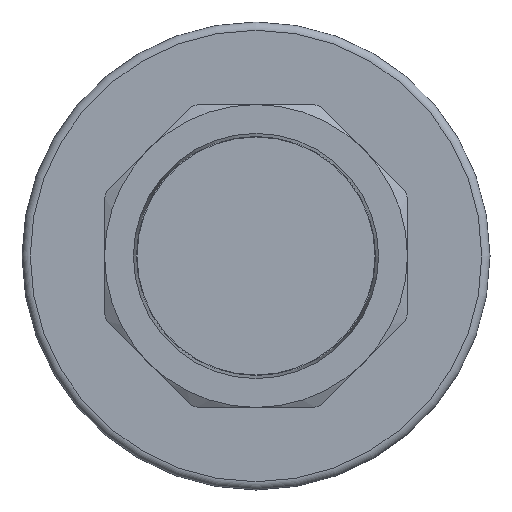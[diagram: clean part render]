
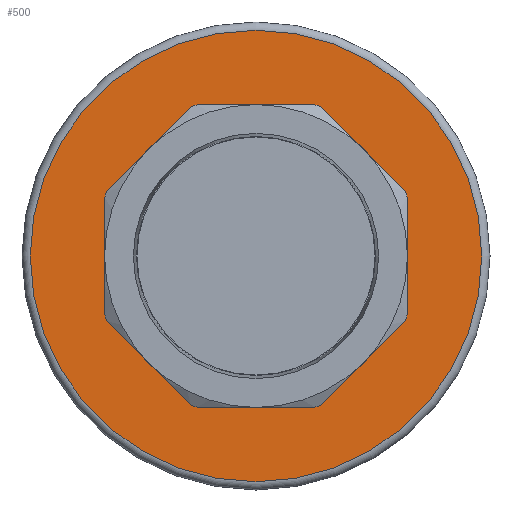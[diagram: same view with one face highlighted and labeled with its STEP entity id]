
A CAD part, left-side view. The second image highlights one B-rep face of the part: STEP entity #500.
In plain terms, the highlighted planar face has unit normal (-1, 0, 0).
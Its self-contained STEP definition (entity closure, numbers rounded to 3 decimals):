
#311=CARTESIAN_POINT('',(-5.5,0.,41.0));
#312=VERTEX_POINT('',#311);
#313=CARTESIAN_POINT('',(-5.5,0.0,0.));
#314=DIRECTION('',(1.0,0.0,0.0));
#315=DIRECTION('',(0.0,0.0,-1.0));
#316=AXIS2_PLACEMENT_3D('',#313,#314,#315);
#317=CIRCLE('',#316,41.0);
#318=EDGE_CURVE('',#312,#312,#317,.T.);
#354=CARTESIAN_POINT('',(-5.5,0.0,0.));
#355=DIRECTION('',(1.0,0.0,0.0));
#356=DIRECTION('',(0.0,0.0,-1.0));
#357=AXIS2_PLACEMENT_3D('',#354,#355,#356);
#358=PLANE('',#357);
#359=ORIENTED_EDGE('',*,*,#318,.F.);
#360=EDGE_LOOP('',(#359));
#361=FACE_OUTER_BOUND('',#360,.T.);
#362=CARTESIAN_POINT('',(-5.5,-10.677,27.5));
#363=VERTEX_POINT('',#362);
#364=CARTESIAN_POINT('',(-5.5,-11.896,26.995));
#365=VERTEX_POINT('',#364);
#366=CARTESIAN_POINT('',(-5.5,0.0,0.));
#367=DIRECTION('',(1.0,0.,0.));
#368=DIRECTION('',(0.,0.403,-0.915));
#369=AXIS2_PLACEMENT_3D('',#366,#367,#368);
#370=CIRCLE('',#369,29.5);
#371=EDGE_CURVE('',#363,#365,#370,.T.);
#372=ORIENTED_EDGE('',*,*,#371,.T.);
#373=CARTESIAN_POINT('',(-5.5,-26.995,11.896));
#374=VERTEX_POINT('',#373);
#375=CARTESIAN_POINT('',(-5.5,-11.896,26.995));
#376=DIRECTION('',(0.,-0.707,-0.707));
#377=VECTOR('',#376,21.354);
#378=LINE('',#375,#377);
#379=EDGE_CURVE('',#365,#374,#378,.T.);
#380=ORIENTED_EDGE('',*,*,#379,.T.);
#381=CARTESIAN_POINT('',(-5.5,-27.5,10.677));
#382=VERTEX_POINT('',#381);
#383=CARTESIAN_POINT('',(-5.5,0.0,0.));
#384=DIRECTION('',(1.,0.,0.));
#385=DIRECTION('',(0.,0.932,-0.362));
#386=AXIS2_PLACEMENT_3D('',#383,#384,#385);
#387=CIRCLE('',#386,29.5);
#388=EDGE_CURVE('',#374,#382,#387,.T.);
#389=ORIENTED_EDGE('',*,*,#388,.T.);
#390=CARTESIAN_POINT('',(-5.5,-27.5,-10.677));
#391=VERTEX_POINT('',#390);
#392=CARTESIAN_POINT('',(-5.5,-27.5,10.677));
#393=DIRECTION('',(0.0,0.0,-1.0));
#394=VECTOR('',#393,21.354);
#395=LINE('',#392,#394);
#396=EDGE_CURVE('',#382,#391,#395,.T.);
#397=ORIENTED_EDGE('',*,*,#396,.T.);
#398=CARTESIAN_POINT('',(-5.5,-26.995,-11.896));
#399=VERTEX_POINT('',#398);
#400=CARTESIAN_POINT('',(-5.5,0.0,0.));
#401=DIRECTION('',(1.0,0.,0.));
#402=DIRECTION('',(0.,0.915,0.403));
#403=AXIS2_PLACEMENT_3D('',#400,#401,#402);
#404=CIRCLE('',#403,29.5);
#405=EDGE_CURVE('',#391,#399,#404,.T.);
#406=ORIENTED_EDGE('',*,*,#405,.T.);
#407=CARTESIAN_POINT('',(-5.5,-11.896,-26.995));
#408=VERTEX_POINT('',#407);
#409=CARTESIAN_POINT('',(-5.5,-26.995,-11.896));
#410=DIRECTION('',(0.,0.707,-0.707));
#411=VECTOR('',#410,21.354);
#412=LINE('',#409,#411);
#413=EDGE_CURVE('',#399,#408,#412,.T.);
#414=ORIENTED_EDGE('',*,*,#413,.T.);
#415=CARTESIAN_POINT('',(-5.5,-10.677,-27.5));
#416=VERTEX_POINT('',#415);
#417=CARTESIAN_POINT('',(-5.5,0.0,0.));
#418=DIRECTION('',(1.0,0.,0.));
#419=DIRECTION('',(0.,0.362,0.932));
#420=AXIS2_PLACEMENT_3D('',#417,#418,#419);
#421=CIRCLE('',#420,29.5);
#422=EDGE_CURVE('',#408,#416,#421,.T.);
#423=ORIENTED_EDGE('',*,*,#422,.T.);
#424=CARTESIAN_POINT('',(-5.5,10.677,-27.5));
#425=VERTEX_POINT('',#424);
#426=CARTESIAN_POINT('',(-5.5,-10.677,-27.5));
#427=DIRECTION('',(0.0,1.0,0.0));
#428=VECTOR('',#427,21.354);
#429=LINE('',#426,#428);
#430=EDGE_CURVE('',#416,#425,#429,.T.);
#431=ORIENTED_EDGE('',*,*,#430,.T.);
#432=CARTESIAN_POINT('',(-5.5,11.896,-26.995));
#433=VERTEX_POINT('',#432);
#434=CARTESIAN_POINT('',(-5.5,0.0,0.));
#435=DIRECTION('',(1.0,0.,0.));
#436=DIRECTION('',(0.,-0.403,0.915));
#437=AXIS2_PLACEMENT_3D('',#434,#435,#436);
#438=CIRCLE('',#437,29.5);
#439=EDGE_CURVE('',#425,#433,#438,.T.);
#440=ORIENTED_EDGE('',*,*,#439,.T.);
#441=CARTESIAN_POINT('',(-5.5,26.995,-11.896));
#442=VERTEX_POINT('',#441);
#443=CARTESIAN_POINT('',(-5.5,11.896,-26.995));
#444=DIRECTION('',(0.,0.707,0.707));
#445=VECTOR('',#444,21.354);
#446=LINE('',#443,#445);
#447=EDGE_CURVE('',#433,#442,#446,.T.);
#448=ORIENTED_EDGE('',*,*,#447,.T.);
#449=CARTESIAN_POINT('',(-5.5,27.5,-10.677));
#450=VERTEX_POINT('',#449);
#451=CARTESIAN_POINT('',(-5.5,0.0,0.));
#452=DIRECTION('',(1.0,0.,0.));
#453=DIRECTION('',(0.,-0.932,0.362));
#454=AXIS2_PLACEMENT_3D('',#451,#452,#453);
#455=CIRCLE('',#454,29.5);
#456=EDGE_CURVE('',#442,#450,#455,.T.);
#457=ORIENTED_EDGE('',*,*,#456,.T.);
#458=CARTESIAN_POINT('',(-5.5,27.5,10.677));
#459=VERTEX_POINT('',#458);
#460=CARTESIAN_POINT('',(-5.5,27.5,-10.677));
#461=DIRECTION('',(0.0,0.0,1.0));
#462=VECTOR('',#461,21.354);
#463=LINE('',#460,#462);
#464=EDGE_CURVE('',#450,#459,#463,.T.);
#465=ORIENTED_EDGE('',*,*,#464,.T.);
#466=CARTESIAN_POINT('',(-5.5,26.995,11.896));
#467=VERTEX_POINT('',#466);
#468=CARTESIAN_POINT('',(-5.5,0.0,0.));
#469=DIRECTION('',(1.0,0.,0.));
#470=DIRECTION('',(0.,-0.915,-0.403));
#471=AXIS2_PLACEMENT_3D('',#468,#469,#470);
#472=CIRCLE('',#471,29.5);
#473=EDGE_CURVE('',#459,#467,#472,.T.);
#474=ORIENTED_EDGE('',*,*,#473,.T.);
#475=CARTESIAN_POINT('',(-5.5,11.896,26.995));
#476=VERTEX_POINT('',#475);
#477=CARTESIAN_POINT('',(-5.5,26.995,11.896));
#478=DIRECTION('',(0.,-0.707,0.707));
#479=VECTOR('',#478,21.354);
#480=LINE('',#477,#479);
#481=EDGE_CURVE('',#467,#476,#480,.T.);
#482=ORIENTED_EDGE('',*,*,#481,.T.);
#483=CARTESIAN_POINT('',(-5.5,10.677,27.5));
#484=VERTEX_POINT('',#483);
#485=CARTESIAN_POINT('',(-5.5,0.0,0.));
#486=DIRECTION('',(1.,0.,0.));
#487=DIRECTION('',(0.,-0.362,-0.932));
#488=AXIS2_PLACEMENT_3D('',#485,#486,#487);
#489=CIRCLE('',#488,29.5);
#490=EDGE_CURVE('',#476,#484,#489,.T.);
#491=ORIENTED_EDGE('',*,*,#490,.T.);
#492=CARTESIAN_POINT('',(-5.5,10.677,27.5));
#493=DIRECTION('',(0.0,-1.0,0.0));
#494=VECTOR('',#493,21.354);
#495=LINE('',#492,#494);
#496=EDGE_CURVE('',#484,#363,#495,.T.);
#497=ORIENTED_EDGE('',*,*,#496,.T.);
#498=EDGE_LOOP('',(#372,#380,#389,#397,#406,#414,#423,#431,#440,#448,#457,#465,#474,#482,#491,#497));
#499=FACE_BOUND('',#498,.T.);
#500=ADVANCED_FACE('',(#361,#499),#358,.F.);
